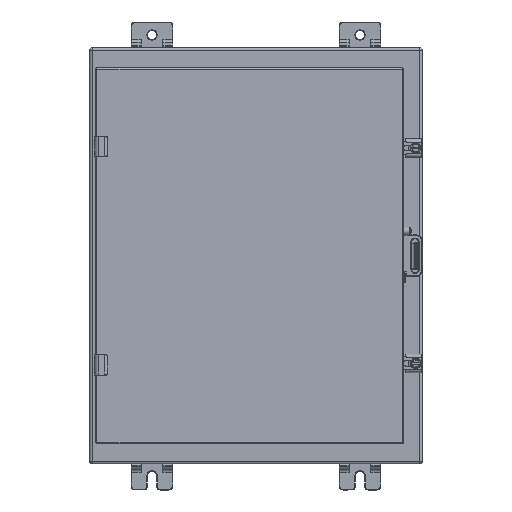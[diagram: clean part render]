
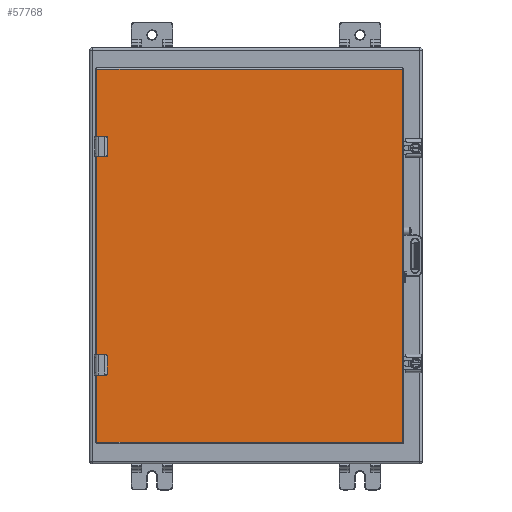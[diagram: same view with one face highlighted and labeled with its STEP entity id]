
A CAD part, top view. The second image highlights one B-rep face of the part: STEP entity #57768.
In plain terms, the highlighted planar face has unit normal (0, 0, 1).
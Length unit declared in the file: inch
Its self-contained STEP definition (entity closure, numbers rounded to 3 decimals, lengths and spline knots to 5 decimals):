
#466 = DIRECTION ( 'NONE',  ( -1., 0., 0. ) ) ;
#1385 = DIRECTION ( 'NONE',  ( 0., 0., -1. ) ) ;
#1475 = ORIENTED_EDGE ( 'NONE', *, *, #48877, .T. ) ;
#1591 = VERTEX_POINT ( 'NONE', #9670 ) ;
#1682 = CARTESIAN_POINT ( 'NONE',  ( -7.1955, 4.93527, 4.068 ) ) ;
#1815 = VERTEX_POINT ( 'NONE', #35978 ) ;
#2471 = CARTESIAN_POINT ( 'NONE',  ( -7.6455, 4.90527, 4.068 ) ) ;
#2492 = ORIENTED_EDGE ( 'NONE', *, *, #51097, .F. ) ;
#4025 = DIRECTION ( 'NONE',  ( 1., 0., 0. ) ) ;
#4712 = DIRECTION ( 'NONE',  ( 1., 0., 0. ) ) ;
#5283 = VERTEX_POINT ( 'NONE', #2471 ) ;
#6234 = EDGE_CURVE ( 'NONE', #5283, #34799, #61380, .T. ) ;
#6622 = EDGE_CURVE ( 'NONE', #23708, #15360, #28834, .T. ) ;
#7511 = ORIENTED_EDGE ( 'NONE', *, *, #31978, .T. ) ;
#7817 = CARTESIAN_POINT ( 'NONE',  ( -7.1955, -5.56512, 4.068 ) ) ;
#8408 = PLANE ( 'NONE',  #47282 ) ;
#9080 = CARTESIAN_POINT ( 'NONE',  ( 7.0345, 8.97138, 4.068 ) ) ;
#9603 = ORIENTED_EDGE ( 'NONE', *, *, #47242, .T. ) ;
#9670 = CARTESIAN_POINT ( 'NONE',  ( -7.2255, -5.59512, 4.068 ) ) ;
#10167 = LINE ( 'NONE', #36906, #34764 ) ;
#10330 = LINE ( 'NONE', #42431, #34049 ) ;
#10610 = CARTESIAN_POINT ( 'NONE',  ( -7.6455, 5.59527, 4.068 ) ) ;
#10937 = ORIENTED_EDGE ( 'NONE', *, *, #22919, .T. ) ;
#11240 = DIRECTION ( 'NONE',  ( 1., 0., 0. ) ) ;
#11549 = CARTESIAN_POINT ( 'NONE',  ( -7.6455, 0.00008, 4.068 ) ) ;
#11967 = VERTEX_POINT ( 'NONE', #9080 ) ;
#12012 = CIRCLE ( 'NONE', #21101, 0.03 ) ;
#12525 = CARTESIAN_POINT ( 'NONE',  ( -7.6455, 0.00008, 4.068 ) ) ;
#12640 = LINE ( 'NONE', #45438, #65906 ) ;
#12658 = LINE ( 'NONE', #33699, #38158 ) ;
#13649 = VERTEX_POINT ( 'NONE', #22942 ) ;
#14597 = DIRECTION ( 'NONE',  ( 0., -1., 0. ) ) ;
#15147 = DIRECTION ( 'NONE',  ( 1., 0., 0. ) ) ;
#15360 = VERTEX_POINT ( 'NONE', #23833 ) ;
#16874 = CARTESIAN_POINT ( 'NONE',  ( -7.1955, 0.00008, 4.068 ) ) ;
#17294 = CARTESIAN_POINT ( 'NONE',  ( -7.6455, 0.00008, 4.068 ) ) ;
#17314 = DIRECTION ( 'NONE',  ( 0., 1., 0. ) ) ;
#18131 = CARTESIAN_POINT ( 'NONE',  ( -7.1955, -4.93512, 4.068 ) ) ;
#18940 = ORIENTED_EDGE ( 'NONE', *, *, #42595, .T. ) ;
#19459 = VECTOR ( 'NONE', #48634, 39.37008 ) ;
#19847 = AXIS2_PLACEMENT_3D ( 'NONE', #47787, #41387, #42094 ) ;
#20342 = VERTEX_POINT ( 'NONE', #10610 ) ;
#21101 = AXIS2_PLACEMENT_3D ( 'NONE', #37172, #58926, #4712 ) ;
#21240 = EDGE_CURVE ( 'NONE', #31192, #64870, #53955, .T. ) ;
#21795 = VECTOR ( 'NONE', #40289, 39.37008 ) ;
#22538 = VERTEX_POINT ( 'NONE', #45039 ) ;
#22791 = AXIS2_PLACEMENT_3D ( 'NONE', #50278, #1385, #23191 ) ;
#22919 = EDGE_CURVE ( 'NONE', #22538, #5283, #23213, .T. ) ;
#22942 = CARTESIAN_POINT ( 'NONE',  ( -7.6455, -5.59512, 4.068 ) ) ;
#23191 = DIRECTION ( 'NONE',  ( 1., 0., 0. ) ) ;
#23213 = LINE ( 'NONE', #66696, #21795 ) ;
#23708 = VERTEX_POINT ( 'NONE', #42823 ) ;
#23833 = CARTESIAN_POINT ( 'NONE',  ( -7.1955, 4.93527, 4.068 ) ) ;
#24508 = DIRECTION ( 'NONE',  ( 1., 0., 0. ) ) ;
#25343 = CARTESIAN_POINT ( 'NONE',  ( -7.2255, -4.90512, 4.068 ) ) ;
#26575 = DIRECTION ( 'NONE',  ( -1., 0., 0. ) ) ;
#27128 = ORIENTED_EDGE ( 'NONE', *, *, #21240, .T. ) ;
#28331 = VECTOR ( 'NONE', #15147, 39.37008 ) ;
#28834 = LINE ( 'NONE', #1682, #37349 ) ;
#29680 = ORIENTED_EDGE ( 'NONE', *, *, #6622, .T. ) ;
#30017 = CARTESIAN_POINT ( 'NONE',  ( -7.6455, 8.97138, 4.068 ) ) ;
#30094 = VERTEX_POINT ( 'NONE', #30017 ) ;
#30176 = DIRECTION ( 'NONE',  ( 0., 0., 1. ) ) ;
#30553 = CARTESIAN_POINT ( 'NONE',  ( -7.2255, 5.59527, 4.068 ) ) ;
#31154 = DIRECTION ( 'NONE',  ( 0., 0., -1. ) ) ;
#31192 = VERTEX_POINT ( 'NONE', #18131 ) ;
#31853 = ORIENTED_EDGE ( 'NONE', *, *, #47661, .T. ) ;
#31978 = EDGE_CURVE ( 'NONE', #1815, #23708, #68769, .T. ) ;
#32924 = VECTOR ( 'NONE', #39023, 39.37008 ) ;
#33070 = ORIENTED_EDGE ( 'NONE', *, *, #6234, .T. ) ;
#33699 = CARTESIAN_POINT ( 'NONE',  ( 7.0345, 0.00008, 4.068 ) ) ;
#34049 = VECTOR ( 'NONE', #58817, 39.37008 ) ;
#34764 = VECTOR ( 'NONE', #26575, 39.37008 ) ;
#34799 = VERTEX_POINT ( 'NONE', #51067 ) ;
#35503 = FACE_OUTER_BOUND ( 'NONE', #64889, .T. ) ;
#35533 = LINE ( 'NONE', #30553, #37211 ) ;
#35978 = CARTESIAN_POINT ( 'NONE',  ( -7.2255, 5.59527, 4.068 ) ) ;
#36906 = CARTESIAN_POINT ( 'NONE',  ( -0.3055, -5.59512, 4.068 ) ) ;
#37172 = CARTESIAN_POINT ( 'NONE',  ( -7.2255, -5.56512, 4.068 ) ) ;
#37211 = VECTOR ( 'NONE', #24508, 39.37008 ) ;
#37349 = VECTOR ( 'NONE', #45230, 39.37008 ) ;
#38057 = CARTESIAN_POINT ( 'NONE',  ( 7.0345, -8.97122, 4.068 ) ) ;
#38158 = VECTOR ( 'NONE', #17314, 39.37008 ) ;
#38306 = CARTESIAN_POINT ( 'NONE',  ( -0.3055, -8.97122, 4.068 ) ) ;
#39023 = DIRECTION ( 'NONE',  ( 0., -1., 0. ) ) ;
#39564 = VECTOR ( 'NONE', #14597, 39.37008 ) ;
#40289 = DIRECTION ( 'NONE',  ( -1., 0., 0. ) ) ;
#40360 = ORIENTED_EDGE ( 'NONE', *, *, #47072, .T. ) ;
#41387 = DIRECTION ( 'NONE',  ( 0., 0., -1. ) ) ;
#41442 = EDGE_CURVE ( 'NONE', #54072, #31192, #60882, .T. ) ;
#42094 = DIRECTION ( 'NONE',  ( 1., 0., 0. ) ) ;
#42288 = EDGE_CURVE ( 'NONE', #1591, #13649, #10167, .T. ) ;
#42313 = EDGE_CURVE ( 'NONE', #65119, #11967, #12658, .T. ) ;
#42431 = CARTESIAN_POINT ( 'NONE',  ( -0.3055, -4.90512, 4.068 ) ) ;
#42595 = EDGE_CURVE ( 'NONE', #64870, #1591, #12012, .T. ) ;
#42823 = CARTESIAN_POINT ( 'NONE',  ( -7.1955, 5.56527, 4.068 ) ) ;
#44378 = LINE ( 'NONE', #17294, #32924 ) ;
#45039 = CARTESIAN_POINT ( 'NONE',  ( -7.2255, 4.90527, 4.068 ) ) ;
#45230 = DIRECTION ( 'NONE',  ( 0., -1., 0. ) ) ;
#45438 = CARTESIAN_POINT ( 'NONE',  ( -0.3055, 8.97138, 4.068 ) ) ;
#45543 = ORIENTED_EDGE ( 'NONE', *, *, #47225, .T. ) ;
#45747 = EDGE_CURVE ( 'NONE', #20342, #1815, #35533, .T. ) ;
#47072 = EDGE_CURVE ( 'NONE', #57191, #65119, #64002, .T. ) ;
#47225 = EDGE_CURVE ( 'NONE', #11967, #30094, #12640, .T. ) ;
#47242 = EDGE_CURVE ( 'NONE', #30094, #20342, #44378, .T. ) ;
#47244 = ORIENTED_EDGE ( 'NONE', *, *, #41442, .T. ) ;
#47282 = AXIS2_PLACEMENT_3D ( 'NONE', #57257, #30176, #11240 ) ;
#47556 = CARTESIAN_POINT ( 'NONE',  ( -7.2255, 5.56527, 4.068 ) ) ;
#47661 = EDGE_CURVE ( 'NONE', #34799, #54072, #10330, .T. ) ;
#47787 = CARTESIAN_POINT ( 'NONE',  ( -7.2255, -4.93512, 4.068 ) ) ;
#47816 = CIRCLE ( 'NONE', #22791, 0.03 ) ;
#48250 = AXIS2_PLACEMENT_3D ( 'NONE', #47556, #31154, #4025 ) ;
#48634 = DIRECTION ( 'NONE',  ( 0., 1., 0. ) ) ;
#48877 = EDGE_CURVE ( 'NONE', #15360, #22538, #47816, .T. ) ;
#50278 = CARTESIAN_POINT ( 'NONE',  ( -7.2255, 4.93527, 4.068 ) ) ;
#51067 = CARTESIAN_POINT ( 'NONE',  ( -7.6455, -4.90512, 4.068 ) ) ;
#51097 = EDGE_CURVE ( 'NONE', #57191, #13649, #55050, .T. ) ;
#53955 = LINE ( 'NONE', #16874, #70449 ) ;
#54072 = VERTEX_POINT ( 'NONE', #25343 ) ;
#55050 = LINE ( 'NONE', #11549, #19459 ) ;
#57191 = VERTEX_POINT ( 'NONE', #66305 ) ;
#57257 = CARTESIAN_POINT ( 'NONE',  ( -0.3055, 0.00008, 4.068 ) ) ;
#57768 = ADVANCED_FACE ( 'NONE', ( #35503 ), #8408, .T. ) ;
#58236 = ORIENTED_EDGE ( 'NONE', *, *, #42288, .T. ) ;
#58817 = DIRECTION ( 'NONE',  ( 1., 0., 0. ) ) ;
#58926 = DIRECTION ( 'NONE',  ( 0., 0., -1. ) ) ;
#60361 = DIRECTION ( 'NONE',  ( 0., -1., 0. ) ) ;
#60882 = CIRCLE ( 'NONE', #19847, 0.03 ) ;
#61380 = LINE ( 'NONE', #12525, #39564 ) ;
#62984 = ORIENTED_EDGE ( 'NONE', *, *, #42313, .T. ) ;
#64002 = LINE ( 'NONE', #38306, #28331 ) ;
#64870 = VERTEX_POINT ( 'NONE', #7817 ) ;
#64889 = EDGE_LOOP ( 'NONE', ( #31853, #47244, #27128, #18940, #58236, #2492, #40360, #62984, #45543, #9603, #67678, #7511, #29680, #1475, #10937, #33070 ) ) ;
#65119 = VERTEX_POINT ( 'NONE', #38057 ) ;
#65906 = VECTOR ( 'NONE', #466, 39.37008 ) ;
#66305 = CARTESIAN_POINT ( 'NONE',  ( -7.6455, -8.97122, 4.068 ) ) ;
#66696 = CARTESIAN_POINT ( 'NONE',  ( -7.9055, 4.90527, 4.068 ) ) ;
#67678 = ORIENTED_EDGE ( 'NONE', *, *, #45747, .T. ) ;
#68769 = CIRCLE ( 'NONE', #48250, 0.03 ) ;
#70449 = VECTOR ( 'NONE', #60361, 39.37008 ) ;
